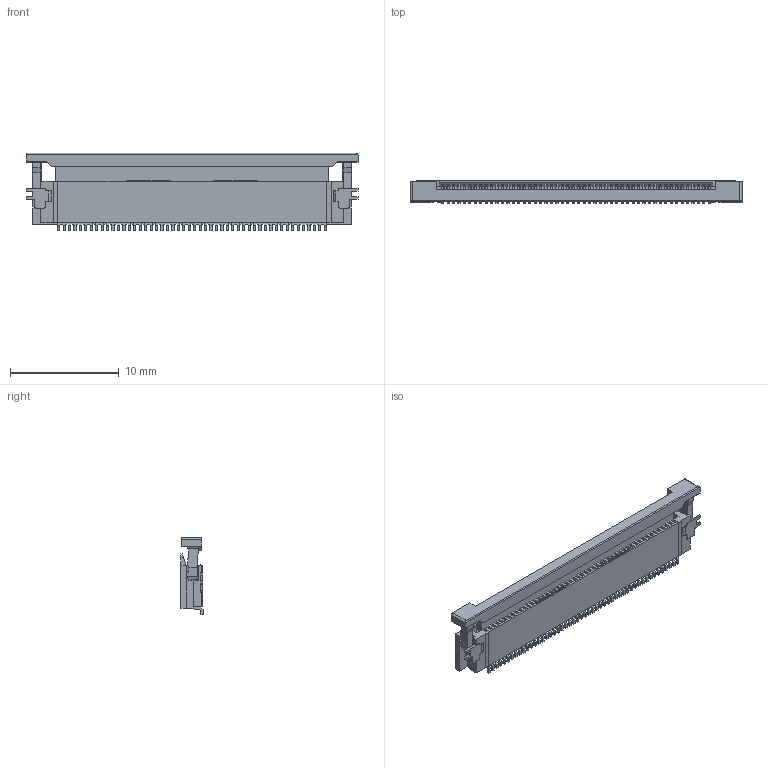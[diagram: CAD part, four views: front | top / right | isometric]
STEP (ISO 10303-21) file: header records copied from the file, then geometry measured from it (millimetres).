
FILE_DESCRIPTION(('STEP AP203'),'1');
FILE_NAME(' ',' ',('TraceParts'),('TraceParts S.A.'),'XStep 1.0',' ',' ');
FILE_SCHEMA(('CONFIG_CONTROL_DESIGN'));
Length unit declared in the file: millimetre
Products named in the file (217): 1; 2; 3; 4; 5; 6; 7; 8; 9; 10; 11; 12; 13; 14; 15; 16; 17; 18; 19; 20; 21; 22; 23; 24; 25; 26; 27; 28; 29; 30; 31; 32; 33; 34; 35; 36; 37; 38; 39; 40 ...
Bounding box: 30.5 x 2.05 x 7.15 mm (x, y, z)
Volume: 199.5 mm3; surface area: 1489.2 mm2
Topology: 2 solids, 2 shells, 2010 faces, 6736 edges, 4742 vertices
Faces by surface type: plane 1735, cylinder 275
Entity records: 82643 total; most frequent: CARTESIAN_POINT 13739, ORIENTED_EDGE 13042, DIRECTION 11730, EDGE_CURVE 6521, LINE 6184, VECTOR 6184, VERTEX_POINT 4312, AXIS2_PLACEMENT_3D 2773
